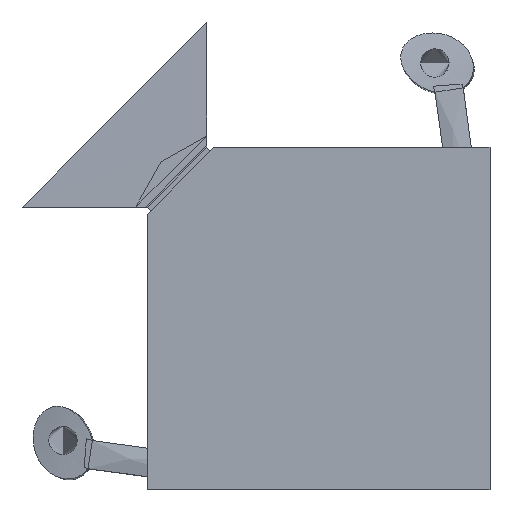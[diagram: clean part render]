
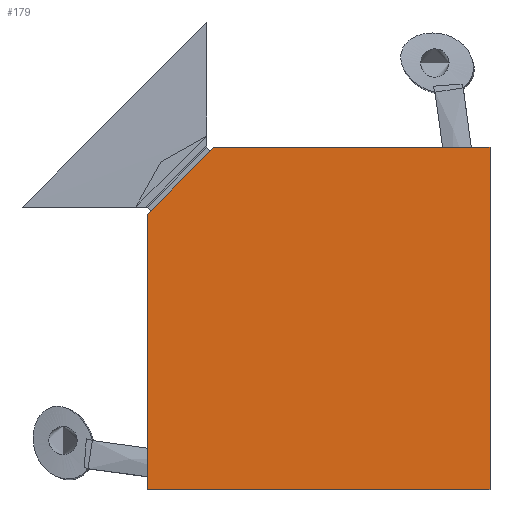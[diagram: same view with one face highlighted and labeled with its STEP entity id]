
A CAD part, top view. The second image highlights one B-rep face of the part: STEP entity #179.
In plain terms, the highlighted planar face has unit normal (0, 0, 1).
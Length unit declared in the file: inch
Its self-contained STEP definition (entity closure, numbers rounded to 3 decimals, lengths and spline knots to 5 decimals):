
#51=(
BOUNDED_CURVE()
B_SPLINE_CURVE(2,(#2088,#2089,#2090),.UNSPECIFIED.,.F.,.F.)
B_SPLINE_CURVE_WITH_KNOTS((3,3),(25.,29.71239),.UNSPECIFIED.)
CURVE()
GEOMETRIC_REPRESENTATION_ITEM()
RATIONAL_B_SPLINE_CURVE((1.,0.707,1.))
REPRESENTATION_ITEM('')
);
#179=ADVANCED_FACE('',(#231),#796,.T.);
#231=FACE_OUTER_BOUND('',#287,.T.);
#287=EDGE_LOOP('',(#503,#504,#505,#506,#507));
#503=ORIENTED_EDGE('',*,*,#619,.T.);
#504=ORIENTED_EDGE('',*,*,#616,.F.);
#505=ORIENTED_EDGE('',*,*,#617,.T.);
#506=ORIENTED_EDGE('',*,*,#613,.T.);
#507=ORIENTED_EDGE('',*,*,#611,.T.);
#611=EDGE_CURVE('',#779,#784,#704,.T.);
#613=EDGE_CURVE('',#780,#779,#51,.T.);
#616=EDGE_CURVE('',#782,#785,#707,.T.);
#617=EDGE_CURVE('',#782,#780,#708,.T.);
#619=EDGE_CURVE('',#784,#785,#710,.T.);
#704=B_SPLINE_CURVE_WITH_KNOTS('',1,(#2083,#2084),.UNSPECIFIED.,.F.,.F.,
(2,2),(-4.90472,-0.05),.UNSPECIFIED.);
#707=B_SPLINE_CURVE_WITH_KNOTS('',1,(#2095,#2096),.UNSPECIFIED.,.F.,.F.,
(2,2),(-12.18819,-6.15236),.UNSPECIFIED.);
#708=B_SPLINE_CURVE_WITH_KNOTS('',1,(#2097,#2098),.UNSPECIFIED.,.F.,.F.,
(2,2),(6.15236,11.02362),.UNSPECIFIED.);
#710=B_SPLINE_CURVE_WITH_KNOTS('',1,(#2101,#2102),.UNSPECIFIED.,.F.,.F.,
(2,2),(-12.20472,-6.15236),.UNSPECIFIED.);
#779=VERTEX_POINT('',#2071);
#780=VERTEX_POINT('',#2072);
#782=VERTEX_POINT('',#2074);
#784=VERTEX_POINT('',#2076);
#785=VERTEX_POINT('',#2077);
#796=PLANE('',#853);
#853=AXIS2_PLACEMENT_3D('',#2068,#867,$);
#867=DIRECTION('',(0.,0.,1.));
#2068=CARTESIAN_POINT('',(-0.03205,1.47847,0.43297));
#2071=CARTESIAN_POINT('',(0.12051,1.2078,0.43297));
#2072=CARTESIAN_POINT('',(0.23862,1.32591,0.43297));
#2074=CARTESIAN_POINT('',(0.72574,1.32591,0.43297));
#2076=CARTESIAN_POINT('',(0.12051,0.72233,0.43297));
#2077=CARTESIAN_POINT('',(0.72574,0.72233,0.43297));
#2083=CARTESIAN_POINT('',(0.12051,1.2078,0.43297));
#2084=CARTESIAN_POINT('',(0.12051,0.72233,0.43297));
#2088=CARTESIAN_POINT('',(0.23862,1.32591,0.43297));
#2089=CARTESIAN_POINT('',(0.12051,1.32591,0.43297));
#2090=CARTESIAN_POINT('',(0.12051,1.2078,0.43297));
#2095=CARTESIAN_POINT('',(0.72574,1.32591,0.43297));
#2096=CARTESIAN_POINT('',(0.72574,0.72233,0.43297));
#2097=CARTESIAN_POINT('',(0.72574,1.32591,0.43297));
#2098=CARTESIAN_POINT('',(0.23862,1.32591,0.43297));
#2101=CARTESIAN_POINT('',(0.12051,0.72233,0.43297));
#2102=CARTESIAN_POINT('',(0.72574,0.72233,0.43297));
